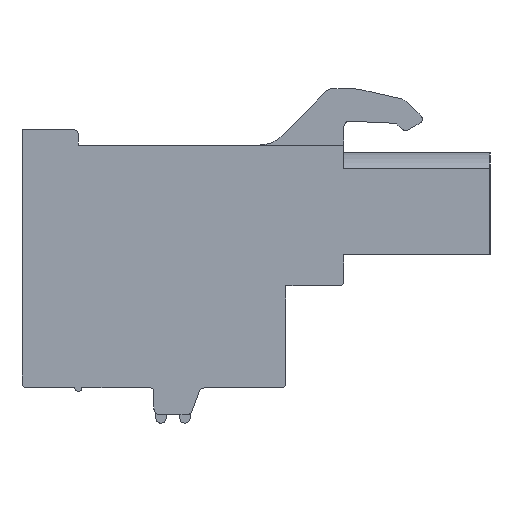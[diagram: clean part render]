
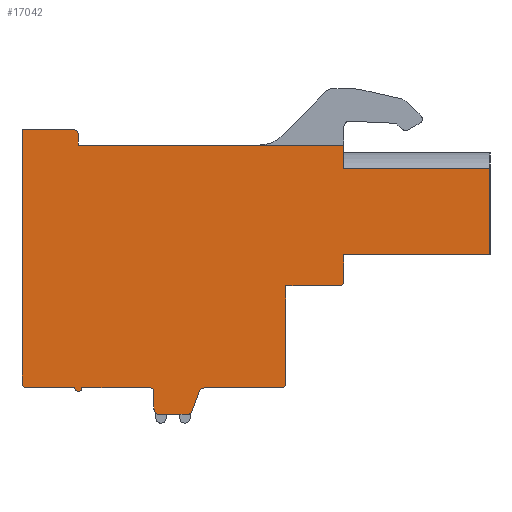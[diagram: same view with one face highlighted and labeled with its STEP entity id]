
A CAD part, left-side view. The second image highlights one B-rep face of the part: STEP entity #17042.
In plain terms, the highlighted planar face has unit normal (-1, 0, 0).
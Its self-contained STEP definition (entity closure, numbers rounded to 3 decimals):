
#1=CARTESIAN_POINT('',(0.,-5.36,-0.74));
#2=DIRECTION('',(-1.,0.,0.));
#3=DIRECTION('',(0.,0.,-1.));
#4=AXIS2_PLACEMENT_3D('',#1,#2,#3);
#6=CARTESIAN_POINT('',(0.,-2.06,-6.54));
#7=DIRECTION('',(1.,0.,0.));
#8=DIRECTION('',(0.,-1.,0.));
#9=AXIS2_PLACEMENT_3D('',#6,#7,#8);
#11=DIRECTION('',(0.,1.,0.));
#12=VECTOR('',#11,4.34);
#13=CARTESIAN_POINT('',(0.,-2.06,-6.84));
#14=LINE('',#13,#12);
#15=CARTESIAN_POINT('',(0.,2.28,-7.14));
#16=DIRECTION('',(-1.,0.,0.));
#17=DIRECTION('',(0.,0.,1.));
#18=AXIS2_PLACEMENT_3D('',#15,#16,#17);
#20=DIRECTION('',(0.,0.345,-0.939));
#21=VECTOR('',#20,1.179);
#22=CARTESIAN_POINT('',(0.,2.562,-7.037));
#23=LINE('',#22,#21);
#24=CARTESIAN_POINT('',(0.,3.25,-8.04));
#25=DIRECTION('',(1.,0.,0.));
#26=DIRECTION('',(0.,-0.939,-0.345));
#27=AXIS2_PLACEMENT_3D('',#24,#25,#26);
#29=DIRECTION('',(0.,1.,0.));
#30=VECTOR('',#29,1.59);
#31=CARTESIAN_POINT('',(0.,3.25,-8.34));
#32=LINE('',#31,#30);
#33=CARTESIAN_POINT('',(0.,4.84,-8.04));
#34=DIRECTION('',(1.,0.,0.));
#35=DIRECTION('',(0.,0.,-1.));
#36=AXIS2_PLACEMENT_3D('',#33,#34,#35);
#38=DIRECTION('',(0.,0.,1.));
#39=VECTOR('',#38,1.);
#40=CARTESIAN_POINT('',(0.,5.14,-8.04));
#41=LINE('',#40,#39);
#42=CARTESIAN_POINT('',(0.,5.34,-7.04));
#43=DIRECTION('',(-1.,0.,0.));
#44=DIRECTION('',(0.,-1.,0.));
#45=AXIS2_PLACEMENT_3D('',#42,#43,#44);
#47=DIRECTION('',(0.,1.,0.));
#48=VECTOR('',#47,3.9);
#49=CARTESIAN_POINT('',(0.,5.34,-6.84));
#50=LINE('',#49,#48);
#51=CARTESIAN_POINT('',(0.,9.44,-6.84));
#52=DIRECTION('',(1.,0.,0.));
#53=DIRECTION('',(0.,-1.,0.));
#54=AXIS2_PLACEMENT_3D('',#51,#52,#53);
#56=DIRECTION('',(0.,1.,0.));
#57=VECTOR('',#56,2.7);
#58=CARTESIAN_POINT('',(0.,9.64,-6.84));
#59=LINE('',#58,#57);
#60=CARTESIAN_POINT('',(0.,12.34,-6.54));
#61=DIRECTION('',(1.,0.,0.));
#62=DIRECTION('',(0.,0.,-1.));
#63=AXIS2_PLACEMENT_3D('',#60,#61,#62);
#65=DIRECTION('',(0.,0.,1.));
#66=VECTOR('',#65,0.5);
#67=CARTESIAN_POINT('',(0.,12.64,-6.54));
#68=LINE('',#67,#66);
#69=DIRECTION('',(0.,0.,1.));
#70=VECTOR('',#69,13.9);
#71=CARTESIAN_POINT('',(0.,12.64,-6.04));
#72=LINE('',#71,#70);
#73=DIRECTION('',(0.,-1.,0.));
#74=VECTOR('',#73,2.9);
#75=CARTESIAN_POINT('',(0.,12.64,7.86));
#76=LINE('',#75,#74);
#77=CARTESIAN_POINT('',(0.,9.74,7.56));
#78=DIRECTION('',(1.,0.,0.));
#79=DIRECTION('',(0.,0.,1.));
#80=AXIS2_PLACEMENT_3D('',#77,#78,#79);
#82=DIRECTION('',(0.,0.,-1.));
#83=VECTOR('',#82,0.6);
#84=CARTESIAN_POINT('',(0.,9.44,7.56));
#85=LINE('',#84,#83);
#86=DIRECTION('',(0.,-1.,0.));
#87=VECTOR('',#86,15.1);
#88=CARTESIAN_POINT('',(0.,9.44,6.96));
#89=LINE('',#88,#87);
#90=DIRECTION('',(0.,1.,0.));
#91=VECTOR('',#90,8.3);
#92=CARTESIAN_POINT('',(0.,-13.96,5.635));
#93=LINE('',#92,#91);
#94=DIRECTION('',(0.,1.,0.));
#95=VECTOR('',#94,8.3);
#96=CARTESIAN_POINT('',(0.,-13.96,0.73));
#97=LINE('',#96,#95);
#98=DIRECTION('',(0.,0.,-1.));
#99=VECTOR('',#98,1.47);
#100=CARTESIAN_POINT('',(0.,-5.66,0.73));
#101=LINE('',#100,#99);
#1386=DIRECTION('',(0.,0.,1.));
#1387=VECTOR('',#1386,4.905);
#1388=CARTESIAN_POINT('',(0.,-13.96,0.73));
#1389=LINE('',#1388,#1387);
#2235=DIRECTION('',(0.,0.,1.));
#2236=VECTOR('',#2235,1.325);
#2237=CARTESIAN_POINT('',(0.,-5.66,5.635));
#2238=LINE('',#2237,#2236);
#6795=DIRECTION('',(0.,0.,1.));
#6796=VECTOR('',#6795,5.5);
#6797=CARTESIAN_POINT('',(0.,-2.36,-6.54));
#6798=LINE('',#6797,#6796);
#6803=DIRECTION('',(0.,-1.,0.));
#6804=VECTOR('',#6803,3.);
#6805=CARTESIAN_POINT('',(0.,-2.36,-1.04));
#6806=LINE('',#6805,#6804);
#12929=CARTESIAN_POINT('',(0.,12.34,-6.84));
#12930=CARTESIAN_POINT('',(0.,12.64,-6.54));
#12931=VERTEX_POINT('',#12929);
#12932=VERTEX_POINT('',#12930);
#12933=CARTESIAN_POINT('',(0.,12.64,-6.04));
#12934=VERTEX_POINT('',#12933);
#12935=CARTESIAN_POINT('',(0.,12.64,7.86));
#12936=VERTEX_POINT('',#12935);
#12937=CARTESIAN_POINT('',(0.,9.74,7.86));
#12938=VERTEX_POINT('',#12937);
#12939=CARTESIAN_POINT('',(0.,9.44,7.56));
#12940=VERTEX_POINT('',#12939);
#12941=CARTESIAN_POINT('',(0.,9.44,6.96));
#12942=VERTEX_POINT('',#12941);
#12943=CARTESIAN_POINT('',(0.,-5.66,6.96));
#12944=VERTEX_POINT('',#12943);
#12945=CARTESIAN_POINT('',(0.,-13.96,0.73));
#12946=CARTESIAN_POINT('',(0.,-5.66,0.73));
#12947=VERTEX_POINT('',#12945);
#12948=VERTEX_POINT('',#12946);
#12949=CARTESIAN_POINT('',(0.,-2.36,-6.54));
#12950=CARTESIAN_POINT('',(0.,-2.06,-6.84));
#12951=VERTEX_POINT('',#12949);
#12952=VERTEX_POINT('',#12950);
#12953=CARTESIAN_POINT('',(0.,2.28,-6.84));
#12954=VERTEX_POINT('',#12953);
#12955=CARTESIAN_POINT('',(0.,2.562,-7.037));
#12956=VERTEX_POINT('',#12955);
#12957=CARTESIAN_POINT('',(0.,2.968,-8.143));
#12958=VERTEX_POINT('',#12957);
#12959=CARTESIAN_POINT('',(0.,3.25,-8.34));
#12960=VERTEX_POINT('',#12959);
#12961=CARTESIAN_POINT('',(0.,4.84,-8.34));
#12962=VERTEX_POINT('',#12961);
#12963=CARTESIAN_POINT('',(0.,5.14,-8.04));
#12964=VERTEX_POINT('',#12963);
#12965=CARTESIAN_POINT('',(0.,5.14,-7.04));
#12966=VERTEX_POINT('',#12965);
#12967=CARTESIAN_POINT('',(0.,5.34,-6.84));
#12968=VERTEX_POINT('',#12967);
#12969=CARTESIAN_POINT('',(0.,9.24,-6.84));
#12970=VERTEX_POINT('',#12969);
#12971=CARTESIAN_POINT('',(0.,9.64,-6.84));
#12972=VERTEX_POINT('',#12971);
#13265=CARTESIAN_POINT('',(0.,-13.96,5.635));
#13266=CARTESIAN_POINT('',(0.,-5.66,5.635));
#13267=VERTEX_POINT('',#13265);
#13268=VERTEX_POINT('',#13266);
#16833=CARTESIAN_POINT('',(0.,-5.36,-1.04));
#16834=CARTESIAN_POINT('',(0.,-5.66,-0.74));
#16835=VERTEX_POINT('',#16833);
#16836=VERTEX_POINT('',#16834);
#16837=CARTESIAN_POINT('',(0.,-2.36,-1.04));
#16838=VERTEX_POINT('',#16837);
#16981=CARTESIAN_POINT('',(0.,0.,0.));
#16982=DIRECTION('',(1.,0.,0.));
#16983=DIRECTION('',(0.,-1.,0.));
#16984=AXIS2_PLACEMENT_3D('',#16981,#16982,#16983);
#16985=PLANE('',#16984);
#16987=ORIENTED_EDGE('',*,*,#16986,.F.);
#16989=ORIENTED_EDGE('',*,*,#16988,.F.);
#16991=ORIENTED_EDGE('',*,*,#16990,.F.);
#16993=ORIENTED_EDGE('',*,*,#16992,.T.);
#16995=ORIENTED_EDGE('',*,*,#16994,.T.);
#16997=ORIENTED_EDGE('',*,*,#16996,.T.);
#16999=ORIENTED_EDGE('',*,*,#16998,.T.);
#17001=ORIENTED_EDGE('',*,*,#17000,.T.);
#17003=ORIENTED_EDGE('',*,*,#17002,.T.);
#17005=ORIENTED_EDGE('',*,*,#17004,.T.);
#17007=ORIENTED_EDGE('',*,*,#17006,.T.);
#17009=ORIENTED_EDGE('',*,*,#17008,.T.);
#17011=ORIENTED_EDGE('',*,*,#17010,.T.);
#17013=ORIENTED_EDGE('',*,*,#17012,.T.);
#17015=ORIENTED_EDGE('',*,*,#17014,.T.);
#17017=ORIENTED_EDGE('',*,*,#17016,.T.);
#17019=ORIENTED_EDGE('',*,*,#17018,.T.);
#17021=ORIENTED_EDGE('',*,*,#17020,.T.);
#17023=ORIENTED_EDGE('',*,*,#17022,.T.);
#17025=ORIENTED_EDGE('',*,*,#17024,.T.);
#17027=ORIENTED_EDGE('',*,*,#17026,.T.);
#17029=ORIENTED_EDGE('',*,*,#17028,.T.);
#17031=ORIENTED_EDGE('',*,*,#17030,.F.);
#17033=ORIENTED_EDGE('',*,*,#17032,.F.);
#17035=ORIENTED_EDGE('',*,*,#17034,.F.);
#17037=ORIENTED_EDGE('',*,*,#17036,.T.);
#17039=ORIENTED_EDGE('',*,*,#17038,.T.);
#17040=EDGE_LOOP('',(#16987,#16989,#16991,#16993,#16995,#16997,#16999,#17001,
#17003,#17005,#17007,#17009,#17011,#17013,#17015,#17017,#17019,#17021,#17023,
#17025,#17027,#17029,#17031,#17033,#17035,#17037,#17039));
#17041=FACE_OUTER_BOUND('',#17040,.F.);
#17042=ADVANCED_FACE('',(#17041),#16985,.F.);
#5=CIRCLE('',#4,0.3);
#10=CIRCLE('',#9,0.3);
#19=CIRCLE('',#18,0.3);
#28=CIRCLE('',#27,0.3);
#37=CIRCLE('',#36,0.3);
#46=CIRCLE('',#45,0.2);
#55=CIRCLE('',#54,0.2);
#64=CIRCLE('',#63,0.3);
#81=CIRCLE('',#80,0.3);
#16986=EDGE_CURVE('',#16835,#16836,#5,.T.);
#16988=EDGE_CURVE('',#16838,#16835,#6806,.T.);
#16990=EDGE_CURVE('',#12951,#16838,#6798,.T.);
#16992=EDGE_CURVE('',#12951,#12952,#10,.T.);
#16994=EDGE_CURVE('',#12952,#12954,#14,.T.);
#16996=EDGE_CURVE('',#12954,#12956,#19,.T.);
#16998=EDGE_CURVE('',#12956,#12958,#23,.T.);
#17000=EDGE_CURVE('',#12958,#12960,#28,.T.);
#17002=EDGE_CURVE('',#12960,#12962,#32,.T.);
#17004=EDGE_CURVE('',#12962,#12964,#37,.T.);
#17006=EDGE_CURVE('',#12964,#12966,#41,.T.);
#17008=EDGE_CURVE('',#12966,#12968,#46,.T.);
#17010=EDGE_CURVE('',#12968,#12970,#50,.T.);
#17012=EDGE_CURVE('',#12970,#12972,#55,.T.);
#17014=EDGE_CURVE('',#12972,#12931,#59,.T.);
#17016=EDGE_CURVE('',#12931,#12932,#64,.T.);
#17018=EDGE_CURVE('',#12932,#12934,#68,.T.);
#17020=EDGE_CURVE('',#12934,#12936,#72,.T.);
#17022=EDGE_CURVE('',#12936,#12938,#76,.T.);
#17024=EDGE_CURVE('',#12938,#12940,#81,.T.);
#17026=EDGE_CURVE('',#12940,#12942,#85,.T.);
#17028=EDGE_CURVE('',#12942,#12944,#89,.T.);
#17030=EDGE_CURVE('',#13268,#12944,#2238,.T.);
#17032=EDGE_CURVE('',#13267,#13268,#93,.T.);
#17034=EDGE_CURVE('',#12947,#13267,#1389,.T.);
#17036=EDGE_CURVE('',#12947,#12948,#97,.T.);
#17038=EDGE_CURVE('',#12948,#16836,#101,.T.);
